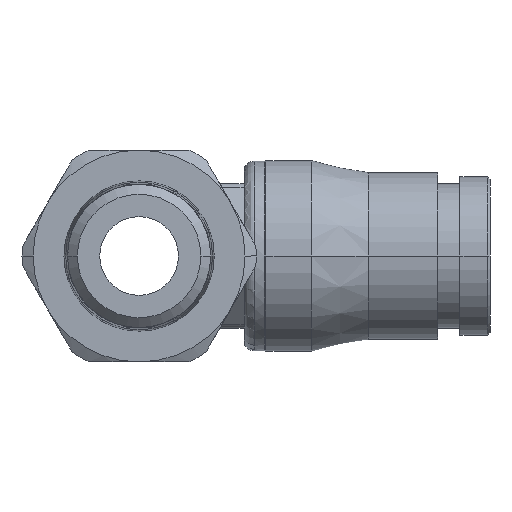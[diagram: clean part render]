
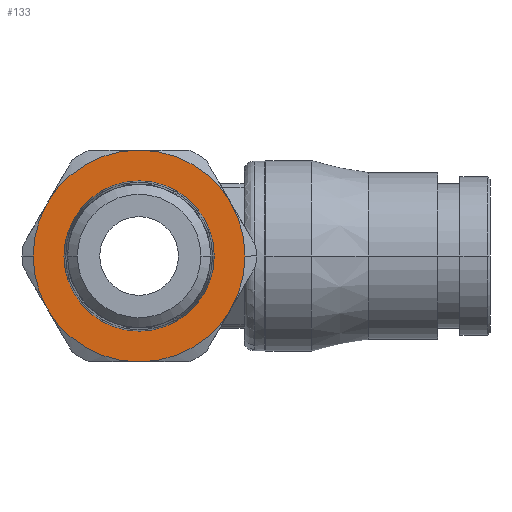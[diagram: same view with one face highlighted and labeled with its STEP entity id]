
A CAD part, left-side view. The second image highlights one B-rep face of the part: STEP entity #133.
In plain terms, the highlighted planar face has unit normal (-1, 0, 0).
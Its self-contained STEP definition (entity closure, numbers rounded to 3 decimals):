
#133=ADVANCED_FACE('',(#408,#409),#410,.T.);
#408=FACE_BOUND('',#781,.T.);
#409=FACE_OUTER_BOUND('',#782,.T.);
#410=PLANE('',#783);
#781=EDGE_LOOP('',(#1625,#1626));
#782=EDGE_LOOP('',(#1627,#1628,#1629,#1630,#1631,#1632,#1633,#1634));
#783=AXIS2_PLACEMENT_3D('',#1635,#1636,#1637);
#1625=ORIENTED_EDGE('',*,*,#2583,.T.);
#1626=ORIENTED_EDGE('',*,*,#2634,.T.);
#1627=ORIENTED_EDGE('',*,*,#2676,.F.);
#1628=ORIENTED_EDGE('',*,*,#2673,.F.);
#1629=ORIENTED_EDGE('',*,*,#2670,.F.);
#1630=ORIENTED_EDGE('',*,*,#2667,.F.);
#1631=ORIENTED_EDGE('',*,*,#2575,.F.);
#1632=ORIENTED_EDGE('',*,*,#2665,.F.);
#1633=ORIENTED_EDGE('',*,*,#2681,.F.);
#1634=ORIENTED_EDGE('',*,*,#2569,.F.);
#1635=CARTESIAN_POINT('',(-62.191,-4.75,0.0));
#1636=DIRECTION('',(-1.0,0.,-0.0));
#1637=DIRECTION('',(0.,1.0,0.0));
#2569=EDGE_CURVE('',#3142,#3145,#3146,.T.);
#2575=EDGE_CURVE('',#3155,#3151,#3157,.T.);
#2583=EDGE_CURVE('',#3163,#3167,#3169,.T.);
#2634=EDGE_CURVE('',#3167,#3163,#3251,.T.);
#2665=EDGE_CURVE('',#3305,#3155,#3307,.T.);
#2667=EDGE_CURVE('',#3151,#3309,#3310,.T.);
#2670=EDGE_CURVE('',#3309,#3313,#3314,.T.);
#2673=EDGE_CURVE('',#3313,#3317,#3318,.T.);
#2676=EDGE_CURVE('',#3317,#3142,#3321,.T.);
#2681=EDGE_CURVE('',#3145,#3305,#3326,.T.);
#3142=VERTEX_POINT('',#4089);
#3145=VERTEX_POINT('',#4093);
#3146=CIRCLE('',#4094,9.5);
#3151=VERTEX_POINT('',#4110);
#3155=VERTEX_POINT('',#4115);
#3157=CIRCLE('',#4128,9.5);
#3163=VERTEX_POINT('',#4138);
#3167=VERTEX_POINT('',#4143);
#3169=CIRCLE('',#4146,6.734);
#3251=CIRCLE('',#4245,6.734);
#3305=VERTEX_POINT('',#4309);
#3307=CIRCLE('',#4322,9.5);
#3309=VERTEX_POINT('',#4335);
#3310=CIRCLE('',#4336,9.5);
#3313=VERTEX_POINT('',#4361);
#3314=CIRCLE('',#4362,9.5);
#3317=VERTEX_POINT('',#4387);
#3318=CIRCLE('',#4388,9.5);
#3321=CIRCLE('',#4413,9.5);
#3326=CIRCLE('',#4462,9.5);
#4089=CARTESIAN_POINT('',(-62.191,-9.5,0.));
#4093=CARTESIAN_POINT('',(-62.191,-8.227,-4.75));
#4094=AXIS2_PLACEMENT_3D('',#5459,#5460,#5461);
#4110=CARTESIAN_POINT('',(-62.191,9.5,0.));
#4115=CARTESIAN_POINT('',(-62.191,8.227,-4.75));
#4128=AXIS2_PLACEMENT_3D('',#5469,#5470,#5471);
#4138=CARTESIAN_POINT('',(-62.191,-6.734,0.0));
#4143=CARTESIAN_POINT('',(-62.191,6.734,0.));
#4146=AXIS2_PLACEMENT_3D('',#5481,#5482,#5483);
#4245=AXIS2_PLACEMENT_3D('',#5600,#5601,#5602);
#4309=CARTESIAN_POINT('',(-62.191,0.0,-9.5));
#4322=AXIS2_PLACEMENT_3D('',#5670,#5671,#5672);
#4335=CARTESIAN_POINT('',(-62.191,8.227,4.75));
#4336=AXIS2_PLACEMENT_3D('',#5673,#5674,#5675);
#4361=CARTESIAN_POINT('',(-62.191,0.,9.5));
#4362=AXIS2_PLACEMENT_3D('',#5676,#5677,#5678);
#4387=CARTESIAN_POINT('',(-62.191,-8.227,4.75));
#4388=AXIS2_PLACEMENT_3D('',#5679,#5680,#5681);
#4413=AXIS2_PLACEMENT_3D('',#5682,#5683,#5684);
#4462=AXIS2_PLACEMENT_3D('',#5685,#5686,#5687);
#5459=CARTESIAN_POINT('',(-62.191,0.0,0.0));
#5460=DIRECTION('',(1.0,0.,0.0));
#5461=DIRECTION('',(0.,-1.0,0.0));
#5469=CARTESIAN_POINT('',(-62.191,0.0,0.0));
#5470=DIRECTION('',(1.0,0.,0.0));
#5471=DIRECTION('',(0.,-1.0,0.0));
#5481=CARTESIAN_POINT('',(-62.191,0.,0.0));
#5482=DIRECTION('',(1.0,0.,0.0));
#5483=DIRECTION('',(0.,-1.0,0.0));
#5600=CARTESIAN_POINT('',(-62.191,0.,0.0));
#5601=DIRECTION('',(1.0,0.,0.0));
#5602=DIRECTION('',(0.,-1.0,0.0));
#5670=CARTESIAN_POINT('',(-62.191,0.0,0.0));
#5671=DIRECTION('',(1.0,0.,0.0));
#5672=DIRECTION('',(0.,-1.0,0.0));
#5673=CARTESIAN_POINT('',(-62.191,0.0,0.0));
#5674=DIRECTION('',(1.0,0.,0.0));
#5675=DIRECTION('',(0.,-1.0,0.0));
#5676=CARTESIAN_POINT('',(-62.191,0.0,0.0));
#5677=DIRECTION('',(1.0,0.,0.0));
#5678=DIRECTION('',(0.,-1.0,0.0));
#5679=CARTESIAN_POINT('',(-62.191,0.0,0.0));
#5680=DIRECTION('',(1.0,0.,0.0));
#5681=DIRECTION('',(0.,-1.0,0.0));
#5682=CARTESIAN_POINT('',(-62.191,0.0,0.0));
#5683=DIRECTION('',(1.0,0.,0.0));
#5684=DIRECTION('',(0.,-1.0,0.0));
#5685=CARTESIAN_POINT('',(-62.191,0.0,0.0));
#5686=DIRECTION('',(1.0,0.,0.0));
#5687=DIRECTION('',(0.,-1.0,0.0));
